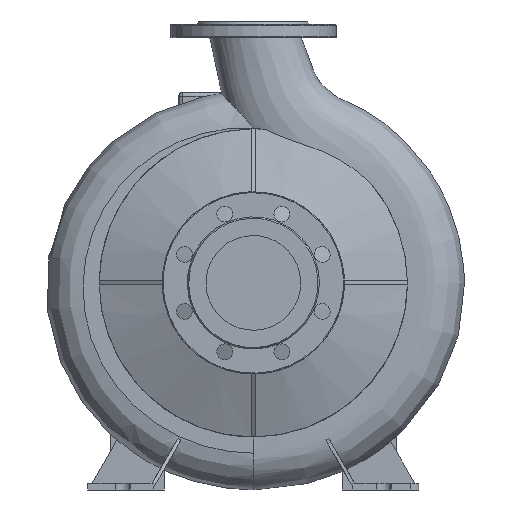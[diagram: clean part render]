
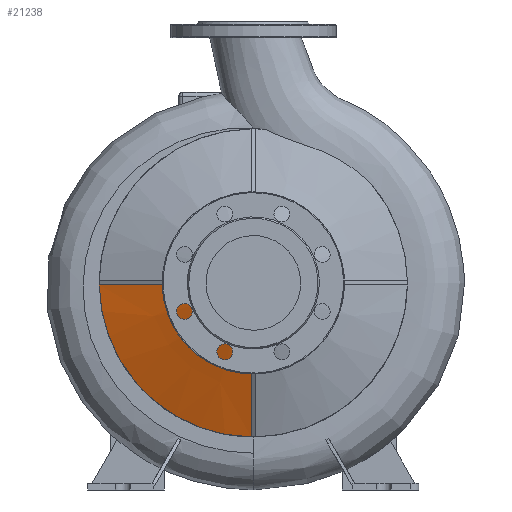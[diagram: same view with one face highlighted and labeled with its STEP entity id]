
A CAD part, left-side view. The second image highlights one B-rep face of the part: STEP entity #21238.
In plain terms, the highlighted conical face has half-angle 70 degrees and reference radius 126.575 mm.
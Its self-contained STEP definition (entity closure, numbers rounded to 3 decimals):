
#20371=CARTESIAN_POINT('',(-90.208,67.103,247.5));
#20372=VERTEX_POINT('',#20371);
#20379=CARTESIAN_POINT('',(-90.208,2.5,182.897));
#20380=VERTEX_POINT('',#20379);
#20381=CARTESIAN_POINT('',(-90.208,0.,250.0));
#20382=DIRECTION('',(1.0,0.0,0.0));
#20383=DIRECTION('',(0.0,1.0,0.0));
#20384=AXIS2_PLACEMENT_3D('',#20381,#20382,#20383);
#20385=CIRCLE('',#20384,67.15);
#20386=EDGE_CURVE('',#20380,#20372,#20385,.T.);
#20638=CARTESIAN_POINT('',(-46.95,185.983,247.5));
#20639=VERTEX_POINT('',#20638);
#20646=CARTESIAN_POINT('',(-90.208,67.103,247.5));
#20647=CARTESIAN_POINT('',(-78.738,98.637,247.5));
#20648=CARTESIAN_POINT('',(-46.95,185.983,247.5));
#20656=(BOUNDED_CURVE()B_SPLINE_CURVE(2,(#20646,#20647,#20648),.UNSPECIFIED.,.F.,.U.)B_SPLINE_CURVE_WITH_KNOTS((3,3),(0.0,12.652),.UNSPECIFIED.)CURVE()GEOMETRIC_REPRESENTATION_ITEM()RATIONAL_B_SPLINE_CURVE((1.0,1.133,1.))REPRESENTATION_ITEM(''));
#20657=EDGE_CURVE('',#20372,#20639,#20656,.T.);
#20742=CARTESIAN_POINT('',(-46.95,2.5,64.017));
#20743=VERTEX_POINT('',#20742);
#20744=CARTESIAN_POINT('',(-46.95,2.5,64.017));
#20745=CARTESIAN_POINT('',(-78.738,2.5,151.363));
#20746=CARTESIAN_POINT('',(-90.208,2.5,182.897));
#20754=(BOUNDED_CURVE()B_SPLINE_CURVE(2,(#20744,#20745,#20746),.UNSPECIFIED.,.F.,.U.)B_SPLINE_CURVE_WITH_KNOTS((3,3),(0.002,12.653),.UNSPECIFIED.)CURVE()GEOMETRIC_REPRESENTATION_ITEM()RATIONAL_B_SPLINE_CURVE((1.,1.133,1.0))REPRESENTATION_ITEM(''));
#20755=EDGE_CURVE('',#20743,#20380,#20754,.T.);
#21221=CARTESIAN_POINT('',(-68.579,0.,250.0));
#21222=DIRECTION('',(1.0,0.,0.0));
#21223=DIRECTION('',(0.0,1.0,0.0));
#21224=AXIS2_PLACEMENT_3D('',#21221,#21222,#21223);
#21225=CONICAL_SURFACE('',#21224,126.575,70.);
#21226=ORIENTED_EDGE('',*,*,#20657,.T.);
#21227=CARTESIAN_POINT('',(-46.95,0.,250.0));
#21228=DIRECTION('',(1.0,0.0,0.0));
#21229=DIRECTION('',(0.0,1.0,0.0));
#21230=AXIS2_PLACEMENT_3D('',#21227,#21228,#21229);
#21231=CIRCLE('',#21230,186.);
#21232=EDGE_CURVE('',#20743,#20639,#21231,.T.);
#21233=ORIENTED_EDGE('',*,*,#21232,.F.);
#21234=ORIENTED_EDGE('',*,*,#20755,.T.);
#21235=ORIENTED_EDGE('',*,*,#20386,.T.);
#21236=EDGE_LOOP('',(#21226,#21233,#21234,#21235));
#21237=FACE_OUTER_BOUND('',#21236,.T.);
#21238=ADVANCED_FACE('',(#21237),#21225,.T.);
